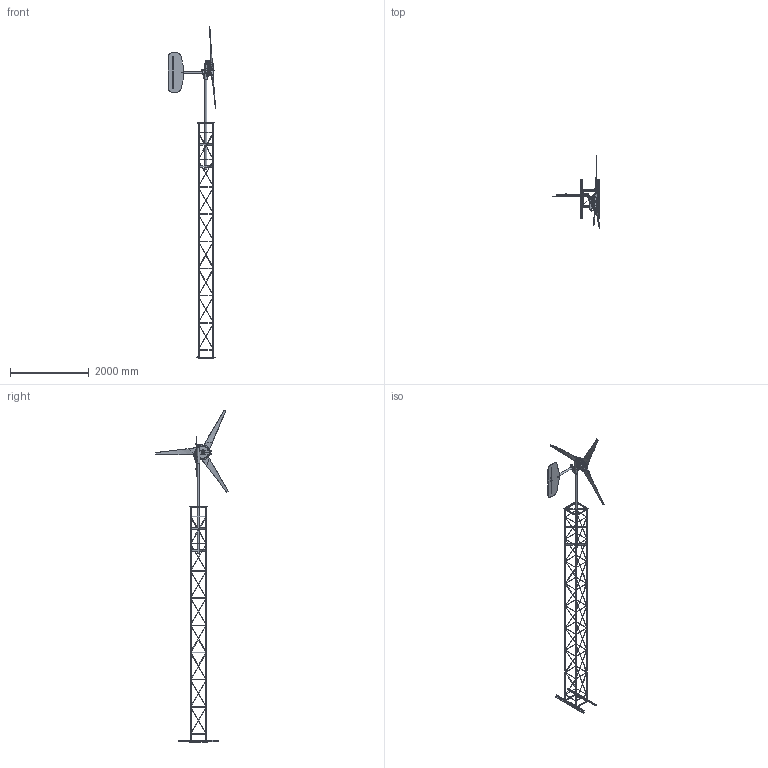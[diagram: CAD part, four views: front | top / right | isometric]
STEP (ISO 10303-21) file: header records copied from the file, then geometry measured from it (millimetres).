
FILE_DESCRIPTION(/* description */ (''),/* implementation_level */ '2;1');
FILE_NAME(/* name */ 'Turbina eólica de diámetro 2m.stp',/* time_stamp */ '2022-12-09T16:14:33-04:00',/* author */ ('Aquiles'),/* organization */ (''),/* preprocessor_version */ 'ST-DEVELOPER v18.1',/* originating_system */ 'Autodesk Inventor 2021',/* authorisation */ '');
FILE_SCHEMA (('AUTOMOTIVE_DESIGN { 1 0 10303 214 3 1 1 }'));
Length unit declared in the file: millimetre
Products named in the file (80): Turbina eólica de díametro 2m; Torre; Torre_1; Frame 1669910743221; Skeleton 1669910743222; DIN EN 10056-1 - L25x25x3-6000; DIN EN 10056-1 - L25x25x3-6000_1; DIN EN 10056-1 - L25x25x3-6000_2; DIN EN 10056-1 - L25x25x3-6000_3; DIN EN 10056-1 - L50x50x4-1000; DIN EN 10056-1 - L50x50x4-1000_1; DIN EN 10056-1 - L25x25x3-400; DIN EN 10056-1 - L25x25x3-400_1; DIN EN 10056-1 - L25x25x3-394; DIN EN 10056-1 - L25x25x3-394_1; EN 10060 - 9.75 - 372; EN 10060 - 9.75 - 772; EN 10060 - 9.75 - 372_1; EN 10210-2 - 48.3 x 4 - 2700; DIN 174 - 40 x 5 - 249.69; DIN EN 10056-1 - L25x25x3-450; DIN EN 10056-1 - L25x25x3-450_1; DIN EN 10056-1 - L25x25x3-450_2; DIN EN 10056-1 - L25x25x3-450_3; Estructura principal; Estructura principal_1; Frame 1669854458790; Skeleton 1669854458800; DIN EN 10056-1 - L50x50x4-393; EN 10210-2 - 60.3 x 4 - 400; DIN EN 10056-1 - L50x50x4-237; DIN EN 10056-1 - L50x50x4-237_1; DIN 174 - 60 x 5 - 65.99; DIN 174 - 40 x 5 - 48.8; DIN EN 10056-1 - L50x50x4-100; EN 10210-2 - 48.3 x 4 - 220; DIN 174 - 60 x 3 - 40.51; DIN 174 - 50 x 5 - 54.82; Tapa de pivote; Cubo ...
Assembly tree (286 placements, depth 5):
  Turbina eólica de díametro 2m
    Torre
      Torre_1
        Frame 1669910743221
          Skeleton 1669910743222
          DIN EN 10056-1 - L25x25x3-6000
          DIN EN 10056-1 - L25x25x3-6000_1
          DIN EN 10056-1 - L25x25x3-6000_2
          DIN EN 10056-1 - L25x25x3-6000_3
          DIN EN 10056-1 - L50x50x4-1000
          DIN EN 10056-1 - L50x50x4-1000_1
          DIN EN 10056-1 - L25x25x3-400
          DIN EN 10056-1 - L25x25x3-400_1
          DIN EN 10056-1 - L25x25x3-394
          DIN EN 10056-1 - L25x25x3-394_1
          EN 10060 - 9.75 - 372  x4
          EN 10060 - 9.75 - 772  x32
          EN 10060 - 9.75 - 372_1  x32
          EN 10210-2 - 48.3 x 4 - 2700
          DIN 174 - 40 x 5 - 249.69  x12
          DIN EN 10056-1 - L25x25x3-450
          DIN EN 10056-1 - L25x25x3-450_1
          DIN EN 10056-1 - L25x25x3-450_2
          DIN EN 10056-1 - L25x25x3-450_3
    Estructura principal
      Estructura principal_1
        Frame 1669854458790
          Skeleton 1669854458800
          DIN EN 10056-1 - L50x50x4-393
          EN 10210-2 - 60.3 x 4 - 400
          DIN EN 10056-1 - L50x50x4-237
          DIN EN 10056-1 - L50x50x4-237_1
          DIN 174 - 60 x 5 - 65.99
          DIN 174 - 40 x 5 - 48.8
          DIN EN 10056-1 - L50x50x4-100
          EN 10210-2 - 48.3 x 4 - 220
          DIN 174 - 60 x 3 - 40.51
          DIN 174 - 50 x 5 - 54.82
        Tapa de pivote
        Cubo
          Cubo_p1
          Cubo_p2
      Estructura de cola
        Frame 1669862938910
          Skeleton 1669862938911
          EN 10210-2 - 60.3 x 4 - 150
          EN 10210-2 - 48.3 x 4 - 781.71
          DIN 174 - 25 x 3 - 800
          Plate Round (mm) 60.3 x 5
      Cubo_1
        Cubo_p1
        Cubo_p2
      Cola
      ISO 7045 - M6 x 20 - 4.8 - H  x4
      ISO 7089 - 6  x6
      ISO 4032 - M6  x4
      DIN 933 - M6  x 65
      DIN 555-5 - M6
      DIN 933 - M10  x 25  x4
      DIN 555-5 - M10  x4
Bounding box: 1207.71 x 1857.16 x 8452.27 mm (x, y, z)
Volume: 27751188 mm3; surface area: 9173913.8 mm2
Topology: 280 solids, 333 shells, 4393 faces, 10741 edges, 7075 vertices
Faces by surface type: plane 1840, cone 1175, cylinder 738, torus 492, sphere 84, bspline 64
Full cylindrical faces by diameter (mm): 1 x18, 3 x6, 3.621 x80, 4 x160, 4.917 x5, 5.459 x5, 6 x16, 6.4 x6, 8.376 x8, 8.7 x1, 9.188 x8, 9.75 x68, 10 x40, 10.106 x3, 11 x5, 11.053 x3, 12 x13, 13.5 x3, 14 x10, 15.4 x8, 17.2 x3, 19 x1, 25 x2, 32 x2, 40.3 x3, 48.3 x3, 52.3 x2, 60.3 x4, 65 x4, 70 x2
Entity records: 37008 total; most frequent: CARTESIAN_POINT 11730, DIRECTION 4925, ORIENTED_EDGE 4068, EDGE_CURVE 2087, AXIS2_PLACEMENT_3D 1959, VERTEX_POINT 1379, EDGE_LOOP 1166, LINE 1007
